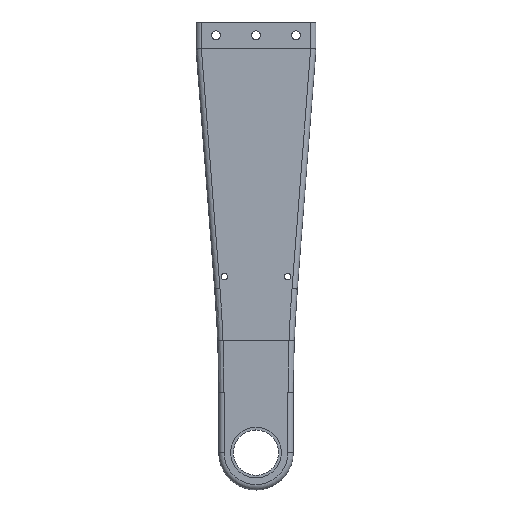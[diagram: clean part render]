
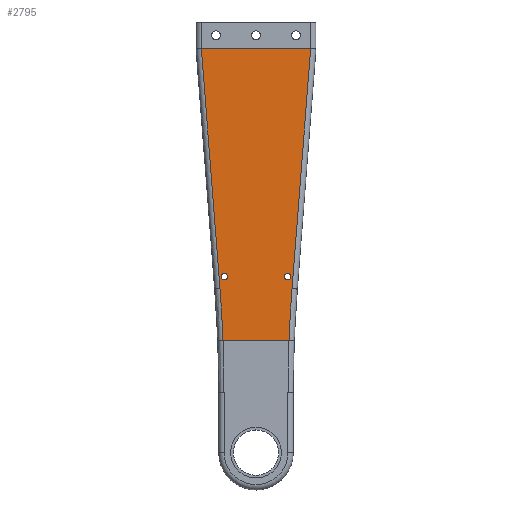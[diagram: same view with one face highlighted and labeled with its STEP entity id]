
A CAD part, top view. The second image highlights one B-rep face of the part: STEP entity #2795.
In plain terms, the highlighted planar face has unit normal (0, 0.014, 1).
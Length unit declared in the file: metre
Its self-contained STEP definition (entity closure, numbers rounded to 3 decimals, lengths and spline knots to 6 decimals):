
#107=ELLIPSE('',#2967,0.00125,0.00125);
#110=ELLIPSE('',#3001,0.00125,0.00125);
#210=FACE_BOUND('',#412,.T.);
#211=FACE_BOUND('',#413,.T.);
#247=FACE_OUTER_BOUND('',#411,.T.);
#411=EDGE_LOOP('',(#1848,#1849,#1850,#1851,#1852,#1853));
#412=EDGE_LOOP('',(#1854));
#413=EDGE_LOOP('',(#1855));
#609=LINE('',#4635,#773);
#610=LINE('',#4639,#774);
#611=LINE('',#4641,#775);
#612=LINE('',#4642,#776);
#773=VECTOR('',#3411,0.024746);
#774=VECTOR('',#3414,0.01);
#775=VECTOR('',#3415,0.040985);
#776=VECTOR('',#3416,0.01);
#929=CIRCLE('',#2999,0.50211);
#930=CIRCLE('',#3000,0.50211);
#1091=VERTEX_POINT('',#4150);
#1127=VERTEX_POINT('',#4631);
#1128=VERTEX_POINT('',#4632);
#1129=VERTEX_POINT('',#4634);
#1130=VERTEX_POINT('',#4636);
#1131=VERTEX_POINT('',#4638);
#1132=VERTEX_POINT('',#4640);
#1133=VERTEX_POINT('',#4643);
#1352=EDGE_CURVE('',#1091,#1091,#107,.F.);
#1404=EDGE_CURVE('',#1127,#1128,#929,.T.);
#1405=EDGE_CURVE('',#1128,#1129,#609,.F.);
#1406=EDGE_CURVE('',#1129,#1130,#930,.T.);
#1407=EDGE_CURVE('',#1131,#1130,#610,.T.);
#1408=EDGE_CURVE('',#1132,#1131,#611,.T.);
#1409=EDGE_CURVE('',#1132,#1127,#612,.F.);
#1410=EDGE_CURVE('',#1133,#1133,#110,.F.);
#1848=ORIENTED_EDGE('',*,*,#1404,.T.);
#1849=ORIENTED_EDGE('',*,*,#1405,.T.);
#1850=ORIENTED_EDGE('',*,*,#1406,.T.);
#1851=ORIENTED_EDGE('',*,*,#1407,.F.);
#1852=ORIENTED_EDGE('',*,*,#1408,.F.);
#1853=ORIENTED_EDGE('',*,*,#1409,.T.);
#1854=ORIENTED_EDGE('',*,*,#1410,.T.);
#1855=ORIENTED_EDGE('',*,*,#1352,.T.);
#2579=PLANE('',#2998);
#2795=ADVANCED_FACE('',(#247,#210,#211),#2579,.F.);
#2967=AXIS2_PLACEMENT_3D('',#4151,#3318,#3319);
#2998=AXIS2_PLACEMENT_3D('',#4630,#3407,#3408);
#2999=AXIS2_PLACEMENT_3D('',#4633,#3409,#3410);
#3000=AXIS2_PLACEMENT_3D('',#4637,#3412,#3413);
#3001=AXIS2_PLACEMENT_3D('',#4644,#3417,#3418);
#3318=DIRECTION('center_axis',(0.,0.014,
1.));
#3319=DIRECTION('ref_axis',(0.,-1.,0.014));
#3407=DIRECTION('center_axis',(0.,-0.014,-1.));
#3408=DIRECTION('ref_axis',(-1.,0.,0.));
#3409=DIRECTION('center_axis',(0.,-0.014,
-1.));
#3410=DIRECTION('ref_axis',(0.999,0.039,-0.001));
#3411=DIRECTION('',(-1.,0.,0.));
#3412=DIRECTION('center_axis',(0.,-0.014,
-1.));
#3413=DIRECTION('ref_axis',(-0.997,0.077,-0.001));
#3414=DIRECTION('',(-0.077,-0.997,0.014));
#3415=DIRECTION('',(1.,0.,0.));
#3416=DIRECTION('',(-0.077,0.997,-0.014));
#3417=DIRECTION('center_axis',(0.,0.014,
1.));
#3418=DIRECTION('ref_axis',(0.,-1.,0.014));
#4150=CARTESIAN_POINT('',(0.013113,-0.0955,0.012671));
#4151=CARTESIAN_POINT('Origin',(0.011863,-0.0955,0.012671));
#4630=CARTESIAN_POINT('Origin',(-0.020739,-0.1195,0.013));
#4631=CARTESIAN_POINT('',(-0.013506,-0.099999,0.012733));
#4632=CARTESIAN_POINT('',(-0.012374,-0.1195,0.013));
#4633=CARTESIAN_POINT('Origin',(-0.51411,-0.138851,0.013265));
#4634=CARTESIAN_POINT('',(0.012374,-0.1195,0.013));
#4635=CARTESIAN_POINT('',(0.012373,-0.1195,0.013));
#4636=CARTESIAN_POINT('',(0.013506,-0.099999,0.012733));
#4637=CARTESIAN_POINT('Origin',(0.51411,-0.138851,0.013265));
#4638=CARTESIAN_POINT('',(0.020493,-0.01,0.0115));
#4639=CARTESIAN_POINT('',(0.020492,-0.01,0.0115));
#4640=CARTESIAN_POINT('',(-0.020493,-0.01,0.0115));
#4641=CARTESIAN_POINT('',(-0.020493,-0.01,0.0115));
#4642=CARTESIAN_POINT('',(-0.013506,-0.099999,0.012733));
#4643=CARTESIAN_POINT('',(-0.010613,-0.0955,0.012671));
#4644=CARTESIAN_POINT('Origin',(-0.011863,-0.0955,0.012671));
